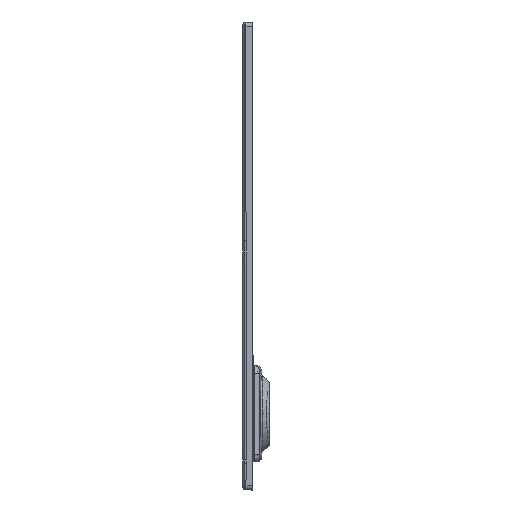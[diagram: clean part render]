
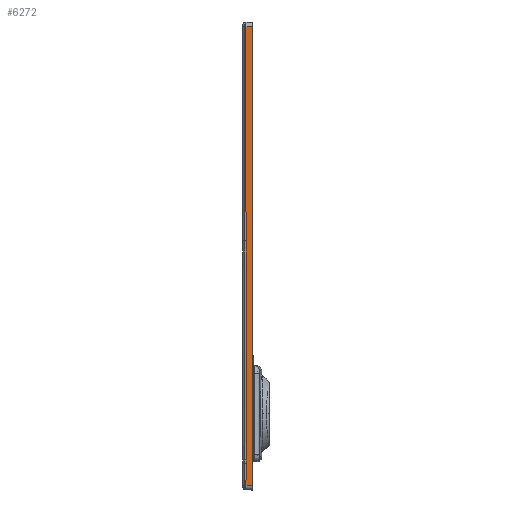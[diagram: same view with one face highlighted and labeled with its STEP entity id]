
A CAD part, left-side view. The second image highlights one B-rep face of the part: STEP entity #6272.
In plain terms, the highlighted planar face has unit normal (-1, 0, 0).
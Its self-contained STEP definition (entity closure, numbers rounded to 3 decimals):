
#1=DIRECTION('',(0.,0.,-1.));
#2=VECTOR('',#1,686.);
#3=CARTESIAN_POINT('',(-700.,-15.,693.));
#4=LINE('',#3,#2);
#5=DIRECTION('',(0.,1.,0.));
#6=VECTOR('',#5,9.981);
#7=CARTESIAN_POINT('',(-700.,-15.,7.));
#8=LINE('',#7,#6);
#9=DIRECTION('',(0.,-0.003,1.));
#10=VECTOR('',#9,32.993);
#11=CARTESIAN_POINT('',(-700.,-5.019,7.));
#12=LINE('',#11,#10);
#13=DIRECTION('',(0.,0.,1.));
#14=VECTOR('',#13,320.496);
#15=CARTESIAN_POINT('',(-700.,-5.048,372.504));
#16=LINE('',#15,#14);
#73=DIRECTION('',(0.,1.,0.));
#74=VECTOR('',#73,10.);
#75=CARTESIAN_POINT('',(-700.,-15.,693.));
#76=LINE('',#75,#74);
#106=CARTESIAN_POINT('',(-700.,-5.048,372.504));
#107=CARTESIAN_POINT('',(-700.,-5.055,336.311));
#108=CARTESIAN_POINT('',(-700.,-5.069,263.795));
#109=CARTESIAN_POINT('',(-700.,-5.089,154.627));
#110=CARTESIAN_POINT('',(-700.,-5.103,81.586));
#111=CARTESIAN_POINT('',(-700.,-5.109,45.));
#134=DIRECTION('',(0.,0.,-1.));
#135=VECTOR('',#134,5.007);
#136=CARTESIAN_POINT('',(-700.,-5.109,45.));
#137=LINE('',#136,#135);
#5806=CARTESIAN_POINT('',(-700.,-15.,693.));
#5807=CARTESIAN_POINT('',(-700.,-15.,7.));
#5808=VERTEX_POINT('',#5806);
#5809=VERTEX_POINT('',#5807);
#5810=CARTESIAN_POINT('',(-700.,-5.019,
7.));
#5811=VERTEX_POINT('',#5810);
#5812=CARTESIAN_POINT('',(-700.,-5.109,
39.993));
#5813=VERTEX_POINT('',#5812);
#5814=CARTESIAN_POINT('',(-700.,-5.109,45.));
#5815=VERTEX_POINT('',#5814);
#5816=VERTEX_POINT('',#106);
#5817=CARTESIAN_POINT('',(-700.,-5.,
693.));
#5818=VERTEX_POINT('',#5817);
#6251=CARTESIAN_POINT('',(-700.,0.,0.));
#6252=DIRECTION('',(-1.,0.,0.));
#6253=DIRECTION('',(0.,0.,1.));
#6254=AXIS2_PLACEMENT_3D('',#6251,#6252,#6253);
#6255=PLANE('',#6254);
#6257=ORIENTED_EDGE('',*,*,#6256,.T.);
#6259=ORIENTED_EDGE('',*,*,#6258,.T.);
#6261=ORIENTED_EDGE('',*,*,#6260,.T.);
#6263=ORIENTED_EDGE('',*,*,#6262,.F.);
#6265=ORIENTED_EDGE('',*,*,#6264,.F.);
#6267=ORIENTED_EDGE('',*,*,#6266,.T.);
#6269=ORIENTED_EDGE('',*,*,#6268,.F.);
#6270=EDGE_LOOP('',(#6257,#6259,#6261,#6263,#6265,#6267,#6269));
#6271=FACE_OUTER_BOUND('',#6270,.F.);
#6272=ADVANCED_FACE('',(#6271),#6255,.T.);
#112=B_SPLINE_CURVE_WITH_KNOTS('',3,(#106,#107,#108,#109,#110,#111),
.UNSPECIFIED.,.F.,.F.,(4,1,1,4),(0.,0.333,0.667,1.),
.UNSPECIFIED.);
#6256=EDGE_CURVE('',#5808,#5809,#4,.T.);
#6258=EDGE_CURVE('',#5809,#5811,#8,.T.);
#6260=EDGE_CURVE('',#5811,#5813,#12,.T.);
#6262=EDGE_CURVE('',#5815,#5813,#137,.T.);
#6264=EDGE_CURVE('',#5816,#5815,#112,.T.);
#6266=EDGE_CURVE('',#5816,#5818,#16,.T.);
#6268=EDGE_CURVE('',#5808,#5818,#76,.T.);
